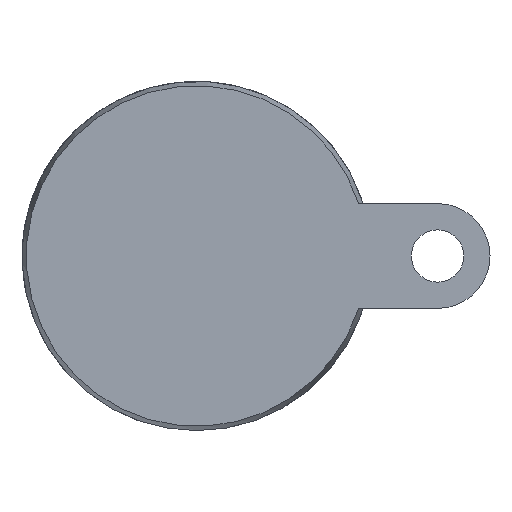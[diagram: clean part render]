
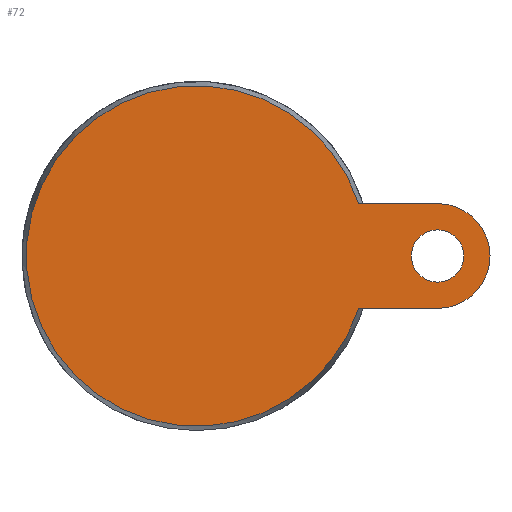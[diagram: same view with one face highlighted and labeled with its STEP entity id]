
A CAD part, front view. The second image highlights one B-rep face of the part: STEP entity #72.
In plain terms, the highlighted planar face has unit normal (0, -1, 0).
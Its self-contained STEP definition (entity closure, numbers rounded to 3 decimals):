
#72 = ADVANCED_FACE( '', ( #180, #181 ), #182, .F. );
#180 = FACE_BOUND( '', #337, .T. );
#181 = FACE_OUTER_BOUND( '', #338, .T. );
#182 = PLANE( '', #339 );
#337 = EDGE_LOOP( '', ( #531 ) );
#338 = EDGE_LOOP( '', ( #532, #533, #534, #535 ) );
#339 = AXIS2_PLACEMENT_3D( '', #536, #537, #538 );
#531 = ORIENTED_EDGE( '', *, *, #858, .T. );
#532 = ORIENTED_EDGE( '', *, *, #859, .F. );
#533 = ORIENTED_EDGE( '', *, *, #860, .T. );
#534 = ORIENTED_EDGE( '', *, *, #861, .F. );
#535 = ORIENTED_EDGE( '', *, *, #862, .F. );
#536 = CARTESIAN_POINT( '', ( 48.75, 0., 0. ) );
#537 = DIRECTION( '', ( 0., 1., 0. ) );
#538 = DIRECTION( '', ( 0., 0., 1. ) );
#858 = EDGE_CURVE( '', #990, #990, #991, .T. );
#859 = EDGE_CURVE( '', #992, #993, #994, .T. );
#860 = EDGE_CURVE( '', #992, #995, #996, .T. );
#861 = EDGE_CURVE( '', #997, #995, #998, .T. );
#862 = EDGE_CURVE( '', #993, #997, #999, .T. );
#990 = VERTEX_POINT( '', #1186 );
#991 = CIRCLE( '', #1187, 7.5 );
#992 = VERTEX_POINT( '', #1188 );
#993 = VERTEX_POINT( '', #1189 );
#994 = LINE( '', #1190, #1191 );
#995 = VERTEX_POINT( '', #1192 );
#996 = CIRCLE( '', #1193, 48.75 );
#997 = VERTEX_POINT( '', #1194 );
#998 = LINE( '', #1195, #1196 );
#999 = CIRCLE( '', #1197, 15. );
#1186 = CARTESIAN_POINT( '', ( 76.5, 0., 0. ) );
#1187 = AXIS2_PLACEMENT_3D( '', #1535, #1536, #1537 );
#1188 = CARTESIAN_POINT( '', ( 46.385, 0., 15. ) );
#1189 = CARTESIAN_POINT( '', ( 69., 0., 15. ) );
#1190 = CARTESIAN_POINT( '', ( 0., 0., 15. ) );
#1191 = VECTOR( '', #1538, 1000. );
#1192 = CARTESIAN_POINT( '', ( 46.385, 0., -15. ) );
#1193 = AXIS2_PLACEMENT_3D( '', #1539, #1540, #1541 );
#1194 = CARTESIAN_POINT( '', ( 69., 0., -15. ) );
#1195 = CARTESIAN_POINT( '', ( 69., 0., -15. ) );
#1196 = VECTOR( '', #1542, 1000. );
#1197 = AXIS2_PLACEMENT_3D( '', #1543, #1544, #1545 );
#1535 = CARTESIAN_POINT( '', ( 69., 0., 0. ) );
#1536 = DIRECTION( '', ( 0., 1., 0. ) );
#1537 = DIRECTION( '', ( 1., 0., 0. ) );
#1538 = DIRECTION( '', ( 1., 0., 0. ) );
#1539 = CARTESIAN_POINT( '', ( 0., 0., 0. ) );
#1540 = DIRECTION( '', ( 0., -1., 0. ) );
#1541 = DIRECTION( '', ( 0., 0., -1. ) );
#1542 = DIRECTION( '', ( -1., 0., 0. ) );
#1543 = CARTESIAN_POINT( '', ( 69., 0., 0. ) );
#1544 = DIRECTION( '', ( 0., 1., 0. ) );
#1545 = DIRECTION( '', ( 1., 0., 0. ) );
